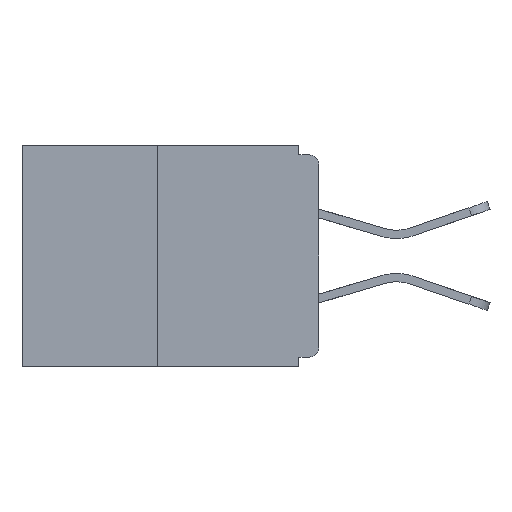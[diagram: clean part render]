
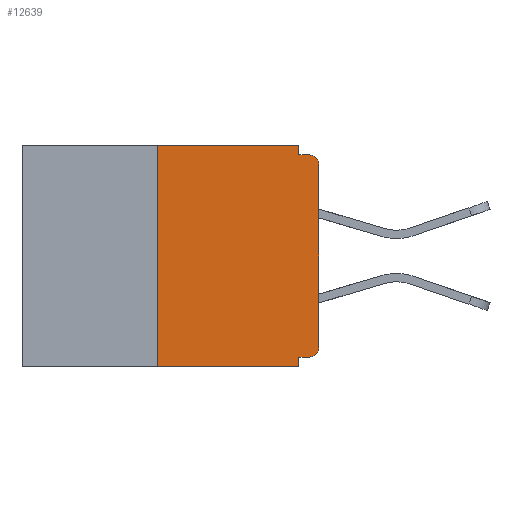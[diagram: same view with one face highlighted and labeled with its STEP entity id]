
A CAD part, left-side view. The second image highlights one B-rep face of the part: STEP entity #12639.
In plain terms, the highlighted planar face has unit normal (-1, 0, 0).
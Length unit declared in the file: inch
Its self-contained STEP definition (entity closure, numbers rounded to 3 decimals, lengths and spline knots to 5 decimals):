
#98 = CARTESIAN_POINT ( 'NONE',  ( 0., 0., -0.328 ) ) ;
#436 = CARTESIAN_POINT ( 'NONE',  ( 0., 0.46, 0. ) ) ;
#1115 = EDGE_CURVE ( 'NONE', #4172, #9453, #6227, .T. ) ;
#1157 = CIRCLE ( 'NONE', #2224, 0.015 ) ;
#1584 = LINE ( 'NONE', #8099, #12895 ) ;
#1682 = CARTESIAN_POINT ( 'NONE',  ( 0., 0.031, -0.343 ) ) ;
#2024 = ORIENTED_EDGE ( 'NONE', *, *, #9557, .F. ) ;
#2081 = LINE ( 'NONE', #98, #9935 ) ;
#2224 = AXIS2_PLACEMENT_3D ( 'NONE', #5280, #15655, #17249 ) ;
#2304 = VECTOR ( 'NONE', #8144, 39.37008 ) ;
#2848 = AXIS2_PLACEMENT_3D ( 'NONE', #10285, #4647, #10423 ) ;
#3477 = DIRECTION ( 'NONE',  ( 0., 0., -1. ) ) ;
#3596 = CARTESIAN_POINT ( 'NONE',  ( 0., 0.031, -0.015 ) ) ;
#3943 = DIRECTION ( 'NONE',  ( 0., 0., 1. ) ) ;
#4024 = AXIS2_PLACEMENT_3D ( 'NONE', #436, #10792, #3477 ) ;
#4172 = VERTEX_POINT ( 'NONE', #11887 ) ;
#4647 = DIRECTION ( 'NONE',  ( -1., 0., 0. ) ) ;
#4667 = VECTOR ( 'NONE', #18927, 39.37008 ) ;
#4729 = ORIENTED_EDGE ( 'NONE', *, *, #8094, .F. ) ;
#5264 = EDGE_CURVE ( 'NONE', #9453, #11224, #5465, .T. ) ;
#5280 = CARTESIAN_POINT ( 'NONE',  ( 0., 0.015, -0.313 ) ) ;
#5465 = LINE ( 'NONE', #7176, #16804 ) ;
#6227 = LINE ( 'NONE', #6999, #16874 ) ;
#6349 = VECTOR ( 'NONE', #10472, 39.37008 ) ;
#6708 = EDGE_CURVE ( 'NONE', #12822, #8243, #8197, .T. ) ;
#6744 = VECTOR ( 'NONE', #14298, 39.37008 ) ;
#6999 = CARTESIAN_POINT ( 'NONE',  ( 0., 0.25, 0. ) ) ;
#7176 = CARTESIAN_POINT ( 'NONE',  ( 0., 0.46, 0. ) ) ;
#8094 = EDGE_CURVE ( 'NONE', #11224, #9856, #15529, .T. ) ;
#8099 = CARTESIAN_POINT ( 'NONE',  ( 0., 0., 0. ) ) ;
#8109 = CIRCLE ( 'NONE', #2848, 0.015 ) ;
#8144 = DIRECTION ( 'NONE',  ( 0., -1., 0. ) ) ;
#8197 = LINE ( 'NONE', #1682, #6349 ) ;
#8243 = VERTEX_POINT ( 'NONE', #9927 ) ;
#8352 = DIRECTION ( 'NONE',  ( 0., 0., 1. ) ) ;
#8740 = EDGE_CURVE ( 'NONE', #15217, #9982, #1157, .T. ) ;
#8862 = VERTEX_POINT ( 'NONE', #17339 ) ;
#9005 = EDGE_CURVE ( 'NONE', #16655, #8862, #8109, .T. ) ;
#9453 = VERTEX_POINT ( 'NONE', #16900 ) ;
#9557 = EDGE_CURVE ( 'NONE', #9856, #8862, #16413, .T. ) ;
#9642 = EDGE_CURVE ( 'NONE', #15217, #12822, #2081, .T. ) ;
#9856 = VERTEX_POINT ( 'NONE', #3596 ) ;
#9927 = CARTESIAN_POINT ( 'NONE',  ( 0., 0.031, -0.343 ) ) ;
#9935 = VECTOR ( 'NONE', #13177, 39.37008 ) ;
#9982 = VERTEX_POINT ( 'NONE', #10990 ) ;
#10004 = EDGE_CURVE ( 'NONE', #9982, #16655, #1584, .T. ) ;
#10024 = ORIENTED_EDGE ( 'NONE', *, *, #6708, .F. ) ;
#10120 = ORIENTED_EDGE ( 'NONE', *, *, #10004, .T. ) ;
#10194 = ORIENTED_EDGE ( 'NONE', *, *, #9005, .T. ) ;
#10205 = EDGE_LOOP ( 'NONE', ( #17978, #15474, #12462, #10024, #15472, #17208, #10120, #10194, #2024, #4729 ) ) ;
#10285 = CARTESIAN_POINT ( 'NONE',  ( 0., 0.015, -0.03 ) ) ;
#10372 = CARTESIAN_POINT ( 'NONE',  ( 0., 0.031, 0. ) ) ;
#10423 = DIRECTION ( 'NONE',  ( 0., 0., -1. ) ) ;
#10472 = DIRECTION ( 'NONE',  ( 0., 0., -1. ) ) ;
#10792 = DIRECTION ( 'NONE',  ( 1., 0., 0. ) ) ;
#10968 = PLANE ( 'NONE',  #4024 ) ;
#10990 = CARTESIAN_POINT ( 'NONE',  ( 0., 0., -0.313 ) ) ;
#11224 = VERTEX_POINT ( 'NONE', #18419 ) ;
#11887 = CARTESIAN_POINT ( 'NONE',  ( 0., 0.25, -0.343 ) ) ;
#12207 = EDGE_CURVE ( 'NONE', #4172, #8243, #15956, .T. ) ;
#12462 = ORIENTED_EDGE ( 'NONE', *, *, #12207, .T. ) ;
#12639 = ADVANCED_FACE ( 'NONE', ( #14295 ), #10968, .F. ) ;
#12644 = CARTESIAN_POINT ( 'NONE',  ( 0., 0.031, -0.328 ) ) ;
#12822 = VERTEX_POINT ( 'NONE', #12644 ) ;
#12895 = VECTOR ( 'NONE', #8352, 39.37008 ) ;
#13177 = DIRECTION ( 'NONE',  ( 0., 1., 0. ) ) ;
#13178 = DIRECTION ( 'NONE',  ( 0., -1., 0. ) ) ;
#14221 = CARTESIAN_POINT ( 'NONE',  ( 0., 0.015, -0.328 ) ) ;
#14295 = FACE_OUTER_BOUND ( 'NONE', #10205, .T. ) ;
#14298 = DIRECTION ( 'NONE',  ( 0., 0., -1. ) ) ;
#15217 = VERTEX_POINT ( 'NONE', #14221 ) ;
#15472 = ORIENTED_EDGE ( 'NONE', *, *, #9642, .F. ) ;
#15474 = ORIENTED_EDGE ( 'NONE', *, *, #1115, .F. ) ;
#15529 = LINE ( 'NONE', #10372, #6744 ) ;
#15655 = DIRECTION ( 'NONE',  ( -1., 0., 0. ) ) ;
#15956 = LINE ( 'NONE', #17279, #4667 ) ;
#16413 = LINE ( 'NONE', #16567, #2304 ) ;
#16567 = CARTESIAN_POINT ( 'NONE',  ( 0., 0., -0.015 ) ) ;
#16655 = VERTEX_POINT ( 'NONE', #16822 ) ;
#16804 = VECTOR ( 'NONE', #13178, 39.37008 ) ;
#16822 = CARTESIAN_POINT ( 'NONE',  ( 0., 0., -0.03 ) ) ;
#16874 = VECTOR ( 'NONE', #3943, 39.37008 ) ;
#16900 = CARTESIAN_POINT ( 'NONE',  ( 0., 0.25, 0. ) ) ;
#17208 = ORIENTED_EDGE ( 'NONE', *, *, #8740, .T. ) ;
#17249 = DIRECTION ( 'NONE',  ( 0., 0., -1. ) ) ;
#17279 = CARTESIAN_POINT ( 'NONE',  ( 0., 0.46, -0.343 ) ) ;
#17339 = CARTESIAN_POINT ( 'NONE',  ( 0., 0.015, -0.015 ) ) ;
#17978 = ORIENTED_EDGE ( 'NONE', *, *, #5264, .F. ) ;
#18419 = CARTESIAN_POINT ( 'NONE',  ( 0., 0.031, 0. ) ) ;
#18927 = DIRECTION ( 'NONE',  ( 0., -1., 0. ) ) ;
